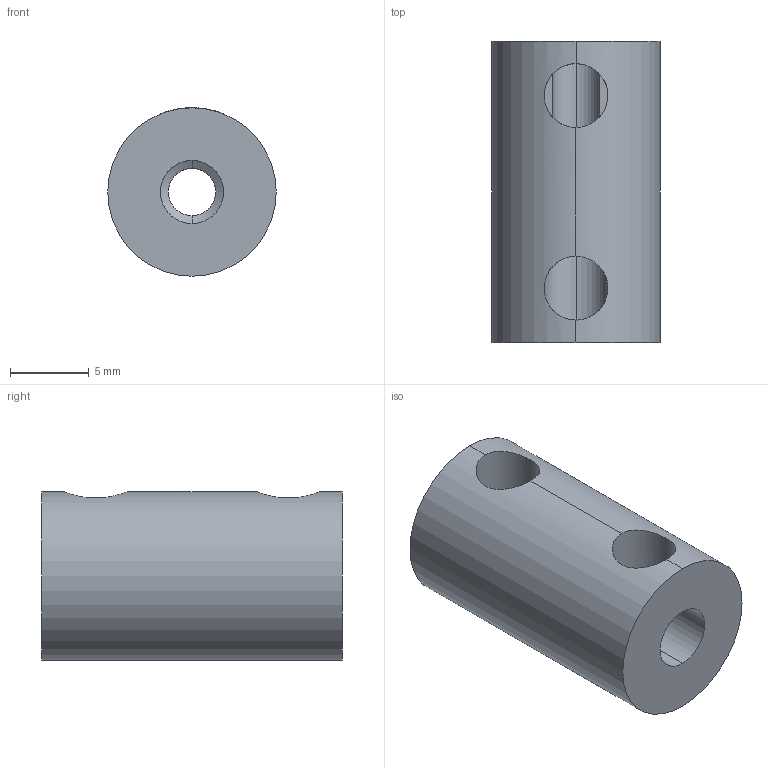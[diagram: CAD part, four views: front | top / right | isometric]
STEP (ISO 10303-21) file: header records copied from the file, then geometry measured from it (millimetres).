
FILE_DESCRIPTION (( 'STEP AP203' ), '1' );
FILE_NAME ('625208.STEP', '2015-04-09T20:15:29', ( 'Kyle' ), ( 'Microsoft' ), 'SwSTEP 2.0', 'SolidWorks 2014', '' );
FILE_SCHEMA (( 'CONFIG_CONTROL_DESIGN' ));
Length unit declared in the file: inch
Products named in the file (1): 625208
Bounding box: 10.67 x 19.05 x 10.67 mm (x, y, z)
Volume: 1415.6 mm3; surface area: 1060.8 mm2
Topology: 1 solids, 1 shells, 18 faces, 56 edges, 36 vertices
Faces by surface type: cylinder 10, plane 6, cone 2
Entity records: 927 total; most frequent: CARTESIAN_POINT 351, ORIENTED_EDGE 112, DIRECTION 98, EDGE_CURVE 56, AXIS2_PLACEMENT_3D 39, VERTEX_POINT 36, CIRCLE 20, VECTOR 20
